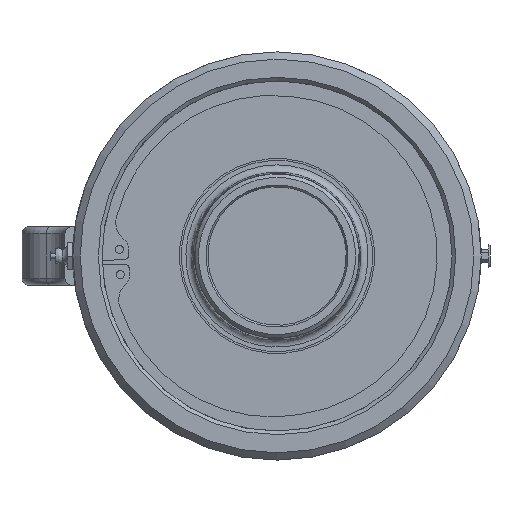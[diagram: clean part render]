
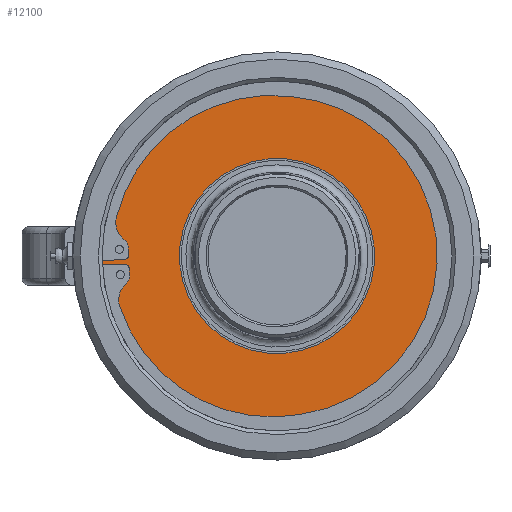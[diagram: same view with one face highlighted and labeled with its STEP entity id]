
A CAD part, left-side view. The second image highlights one B-rep face of the part: STEP entity #12100.
In plain terms, the highlighted planar face has unit normal (-1, 0, 0).
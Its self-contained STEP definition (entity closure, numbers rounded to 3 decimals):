
#1007=FACE_BOUND('',#2287,.T.);
#1148=PLANE('',#13002);
#1551=FACE_OUTER_BOUND('',#2286,.T.);
#2286=EDGE_LOOP('',(#9012,#9013,#9014,#9015,#9016,#9017,#9018,#9019,#9020,
#9021,#9022,#9023,#9024,#9025));
#2287=EDGE_LOOP('',(#9026,#9027));
#2933=LINE('',#18490,#3745);
#3080=LINE('',#23218,#3892);
#3081=LINE('',#23222,#3893);
#3082=LINE('',#23226,#3894);
#3745=VECTOR('',#14074,10.);
#3892=VECTOR('',#14587,10.);
#3893=VECTOR('',#14590,10.);
#3894=VECTOR('',#14593,10.);
#4574=CIRCLE('',#12796,69.755);
#4576=CIRCLE('',#12799,70.);
#4578=CIRCLE('',#12802,9.);
#4582=CIRCLE('',#12808,70.);
#4584=CIRCLE('',#12811,5.);
#4586=CIRCLE('',#12814,9.);
#4667=CIRCLE('',#13003,5.);
#4668=CIRCLE('',#13004,2.);
#4669=CIRCLE('',#13005,79.63);
#4670=CIRCLE('',#13006,2.);
#4671=CIRCLE('',#13007,40.3);
#4672=CIRCLE('',#13008,40.3);
#5143=VERTEX_POINT('',#18436);
#5144=VERTEX_POINT('',#18437);
#5147=VERTEX_POINT('',#18445);
#5149=VERTEX_POINT('',#18451);
#5153=VERTEX_POINT('',#18463);
#5155=VERTEX_POINT('',#18469);
#5156=VERTEX_POINT('',#18470);
#5162=VERTEX_POINT('',#18489);
#5348=VERTEX_POINT('',#23215);
#5349=VERTEX_POINT('',#23217);
#5350=VERTEX_POINT('',#23219);
#5351=VERTEX_POINT('',#23221);
#5352=VERTEX_POINT('',#23223);
#5353=VERTEX_POINT('',#23225);
#5354=VERTEX_POINT('',#23228);
#5355=VERTEX_POINT('',#23229);
#6428=EDGE_CURVE('',#5143,#5144,#4574,.T.);
#6432=EDGE_CURVE('',#5147,#5143,#4576,.T.);
#6435=EDGE_CURVE('',#5149,#5147,#4578,.T.);
#6441=EDGE_CURVE('',#5144,#5153,#4582,.T.);
#6444=EDGE_CURVE('',#5155,#5156,#4584,.T.);
#6448=EDGE_CURVE('',#5153,#5155,#4586,.T.);
#6454=EDGE_CURVE('',#5156,#5162,#2933,.T.);
#6737=EDGE_CURVE('',#5348,#5149,#4667,.T.);
#6738=EDGE_CURVE('',#5349,#5348,#3080,.T.);
#6739=EDGE_CURVE('',#5350,#5349,#4668,.T.);
#6740=EDGE_CURVE('',#5351,#5350,#3081,.T.);
#6741=EDGE_CURVE('',#5352,#5351,#4669,.T.);
#6742=EDGE_CURVE('',#5353,#5352,#3082,.T.);
#6743=EDGE_CURVE('',#5162,#5353,#4670,.T.);
#6744=EDGE_CURVE('',#5354,#5355,#4671,.T.);
#6745=EDGE_CURVE('',#5355,#5354,#4672,.T.);
#9012=ORIENTED_EDGE('',*,*,#6435,.F.);
#9013=ORIENTED_EDGE('',*,*,#6737,.F.);
#9014=ORIENTED_EDGE('',*,*,#6738,.F.);
#9015=ORIENTED_EDGE('',*,*,#6739,.F.);
#9016=ORIENTED_EDGE('',*,*,#6740,.F.);
#9017=ORIENTED_EDGE('',*,*,#6741,.F.);
#9018=ORIENTED_EDGE('',*,*,#6742,.F.);
#9019=ORIENTED_EDGE('',*,*,#6743,.F.);
#9020=ORIENTED_EDGE('',*,*,#6454,.F.);
#9021=ORIENTED_EDGE('',*,*,#6444,.F.);
#9022=ORIENTED_EDGE('',*,*,#6448,.F.);
#9023=ORIENTED_EDGE('',*,*,#6441,.F.);
#9024=ORIENTED_EDGE('',*,*,#6428,.F.);
#9025=ORIENTED_EDGE('',*,*,#6432,.F.);
#9026=ORIENTED_EDGE('',*,*,#6744,.F.);
#9027=ORIENTED_EDGE('',*,*,#6745,.F.);
#12100=ADVANCED_FACE('',(#1551,#1007),#1148,.T.);
#12796=AXIS2_PLACEMENT_3D('',#18438,#14015,#14016);
#12799=AXIS2_PLACEMENT_3D('',#18446,#14023,#14024);
#12802=AXIS2_PLACEMENT_3D('',#18452,#14030,#14031);
#12808=AXIS2_PLACEMENT_3D('',#18464,#14044,#14045);
#12811=AXIS2_PLACEMENT_3D('',#18471,#14051,#14052);
#12814=AXIS2_PLACEMENT_3D('',#18478,#14059,#14060);
#13002=AXIS2_PLACEMENT_3D('',#23214,#14583,#14584);
#13003=AXIS2_PLACEMENT_3D('',#23216,#14585,#14586);
#13004=AXIS2_PLACEMENT_3D('',#23220,#14588,#14589);
#13005=AXIS2_PLACEMENT_3D('',#23224,#14591,#14592);
#13006=AXIS2_PLACEMENT_3D('',#23227,#14594,#14595);
#13007=AXIS2_PLACEMENT_3D('',#23230,#14596,#14597);
#13008=AXIS2_PLACEMENT_3D('',#23231,#14598,#14599);
#14015=DIRECTION('center_axis',(1.,0.,0.));
#14016=DIRECTION('ref_axis',(0.,0.999,-0.038));
#14023=DIRECTION('center_axis',(1.,0.,0.));
#14024=DIRECTION('ref_axis',(0.,0.038,0.999));
#14030=DIRECTION('center_axis',(1.,0.,0.));
#14031=DIRECTION('ref_axis',(0.,-0.603,0.798));
#14044=DIRECTION('center_axis',(1.,0.,0.));
#14045=DIRECTION('ref_axis',(0.,0.038,0.999));
#14051=DIRECTION('center_axis',(-1.,0.,0.));
#14052=DIRECTION('ref_axis',(0.,0.663,0.749));
#14059=DIRECTION('center_axis',(1.,0.,0.));
#14060=DIRECTION('ref_axis',(0.,0.663,0.749));
#14074=DIRECTION('',(0.,0.038,0.999));
#14583=DIRECTION('center_axis',(-1.,0.,0.));
#14584=DIRECTION('ref_axis',(0.,0.,1.));
#14585=DIRECTION('center_axis',(-1.,0.,0.));
#14586=DIRECTION('ref_axis',(0.,-0.603,0.798));
#14587=DIRECTION('',(0.,0.038,0.999));
#14588=DIRECTION('center_axis',(-1.,0.,0.));
#14589=DIRECTION('ref_axis',(0.,-0.734,-0.679));
#14590=DIRECTION('',(0.,-0.999,0.038));
#14591=DIRECTION('center_axis',(1.,0.,0.));
#14592=DIRECTION('ref_axis',(0.,1.,0.));
#14593=DIRECTION('',(0.,0.999,-0.038));
#14594=DIRECTION('center_axis',(-1.,0.,0.));
#14595=DIRECTION('ref_axis',(0.,-0.679,0.734));
#14596=DIRECTION('center_axis',(-1.,0.,0.));
#14597=DIRECTION('ref_axis',(0.,-0.909,0.416));
#14598=DIRECTION('center_axis',(-1.,0.,0.));
#14599=DIRECTION('ref_axis',(0.,-0.909,0.416));
#18436=CARTESIAN_POINT('',(7.88,-4.887,69.584));
#18437=CARTESIAN_POINT('',(7.88,-10.222,-69.002));
#18438=CARTESIAN_POINT('Origin',(7.88,0.,
0.));
#18445=CARTESIAN_POINT('',(7.88,69.974,16.637));
#18446=CARTESIAN_POINT('Origin',(7.88,1.999,-0.077));
#18451=CARTESIAN_POINT('',(7.88,66.663,7.31));
#18452=CARTESIAN_POINT('Origin',(7.88,61.234,14.488));
#18463=CARTESIAN_POINT('',(7.88,68.488,-21.967));
#18464=CARTESIAN_POINT('Origin',(7.88,1.999,-0.077));
#18469=CARTESIAN_POINT('',(7.88,65.904,-12.413));
#18470=CARTESIAN_POINT('',(7.88,64.221,-8.477));
#18471=CARTESIAN_POINT('Origin',(7.88,69.218,-8.669));
#18478=CARTESIAN_POINT('Origin',(7.88,59.939,-19.153));
#18489=CARTESIAN_POINT('',(7.88,64.337,-5.479));
#18490=CARTESIAN_POINT('',(7.88,64.426,-3.172));
#23214=CARTESIAN_POINT('Origin',(7.88,5.882,0.));
#23215=CARTESIAN_POINT('',(7.88,64.683,3.515));
#23216=CARTESIAN_POINT('Origin',(7.88,69.679,3.322));
#23217=CARTESIAN_POINT('',(7.88,64.568,0.517));
#23218=CARTESIAN_POINT('',(7.88,64.628,2.075));
#23219=CARTESIAN_POINT('',(7.88,66.489,-1.559));
#23220=CARTESIAN_POINT('Origin',(7.88,66.566,0.44));
#23221=CARTESIAN_POINT('',(7.88,79.603,-2.063));
#23222=CARTESIAN_POINT('',(7.88,75.355,-1.9));
#23223=CARTESIAN_POINT('',(7.88,79.526,-4.062));
#23224=CARTESIAN_POINT('Origin',(7.88,0.,0.));
#23225=CARTESIAN_POINT('',(7.88,66.412,-3.557));
#23226=CARTESIAN_POINT('',(7.88,80.234,-4.089));
#23227=CARTESIAN_POINT('Origin',(7.88,66.335,-5.556));
#23228=CARTESIAN_POINT('',(7.88,40.264,-1.708));
#23229=CARTESIAN_POINT('',(7.88,36.64,-16.78));
#23230=CARTESIAN_POINT('Origin',(7.88,0.,
0.));
#23231=CARTESIAN_POINT('Origin',(7.88,0.,
0.));
